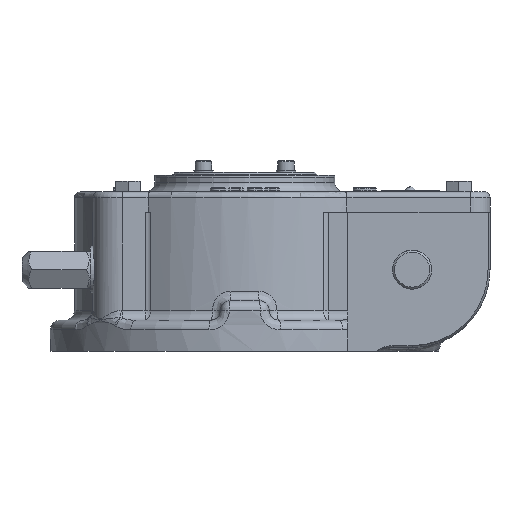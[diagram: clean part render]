
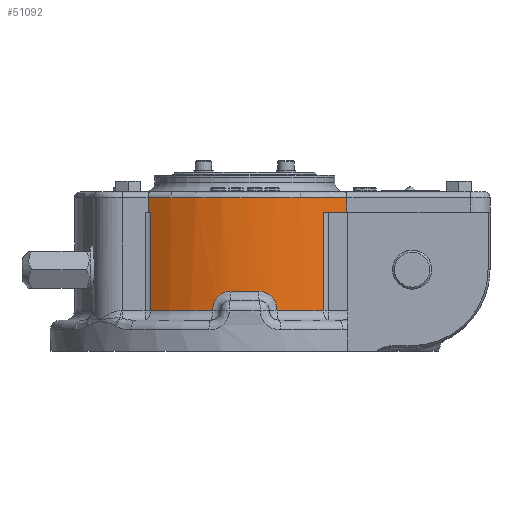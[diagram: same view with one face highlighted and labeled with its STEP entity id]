
A CAD part, left-side view. The second image highlights one B-rep face of the part: STEP entity #51092.
In plain terms, the highlighted cylindrical face has radius 87.5 mm (diameter 175 mm), a partial arc.
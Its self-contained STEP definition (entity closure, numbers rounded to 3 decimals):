
#1389=B_SPLINE_CURVE_WITH_KNOTS('',3,(#89698,#89699,#89700,#89701,#89702,
#89703,#89704,#89705),.UNSPECIFIED.,.F.,.F.,(4,1,1,1,1,4),(0.,
0.004,0.008,0.012,0.013,
0.015),.UNSPECIFIED.);
#1390=B_SPLINE_CURVE_WITH_KNOTS('',3,(#89717,#89718,#89719,#89720,#89721,
#89722,#89723),.UNSPECIFIED.,.F.,.F.,(4,1,1,1,4),(0.,0.004,
0.008,0.012,0.015),.UNSPECIFIED.);
#4346=LINE('',#88608,#7360);
#4402=LINE('',#89694,#7416);
#4403=LINE('',#89709,#7417);
#4404=LINE('',#89713,#7418);
#7360=VECTOR('',#62382,1000.);
#7416=VECTOR('',#62612,1000.);
#7417=VECTOR('',#62619,1000.);
#7418=VECTOR('',#62622,1000.);
#8012=CYLINDRICAL_SURFACE('',#53955,87.5);
#17715=ORIENTED_EDGE('',*,*,#23074,.F.);
#17716=ORIENTED_EDGE('',*,*,#23075,.T.);
#17717=ORIENTED_EDGE('',*,*,#23072,.T.);
#17718=ORIENTED_EDGE('',*,*,#23024,.T.);
#17719=ORIENTED_EDGE('',*,*,#22918,.F.);
#17720=ORIENTED_EDGE('',*,*,#22879,.T.);
#17721=ORIENTED_EDGE('',*,*,#23076,.T.);
#17722=ORIENTED_EDGE('',*,*,#23077,.T.);
#17723=ORIENTED_EDGE('',*,*,#23078,.T.);
#17724=ORIENTED_EDGE('',*,*,#23079,.T.);
#17725=ORIENTED_EDGE('',*,*,#23080,.F.);
#17726=ORIENTED_EDGE('',*,*,#23081,.T.);
#22879=EDGE_CURVE('',#26263,#26267,#27407,.T.);
#22918=EDGE_CURVE('',#26263,#26288,#4346,.T.);
#23024=EDGE_CURVE('',#26365,#26288,#27438,.F.);
#23072=EDGE_CURVE('',#26398,#26365,#4402,.F.);
#23074=EDGE_CURVE('',#26399,#26400,#1389,.T.);
#23075=EDGE_CURVE('',#26399,#26398,#27460,.F.);
#23076=EDGE_CURVE('',#26267,#26401,#4403,.T.);
#23077=EDGE_CURVE('',#26401,#26402,#27461,.F.);
#23078=EDGE_CURVE('',#26402,#26403,#4404,.T.);
#23079=EDGE_CURVE('',#26403,#26404,#27462,.F.);
#23080=EDGE_CURVE('',#26405,#26404,#1390,.T.);
#23081=EDGE_CURVE('',#26405,#26400,#27463,.F.);
#26263=VERTEX_POINT('',#87745);
#26267=VERTEX_POINT('',#87767);
#26288=VERTEX_POINT('',#88609);
#26365=VERTEX_POINT('',#89515);
#26398=VERTEX_POINT('',#89695);
#26399=VERTEX_POINT('',#89706);
#26400=VERTEX_POINT('',#89707);
#26401=VERTEX_POINT('',#89710);
#26402=VERTEX_POINT('',#89712);
#26403=VERTEX_POINT('',#89714);
#26404=VERTEX_POINT('',#89716);
#26405=VERTEX_POINT('',#89724);
#27407=CIRCLE('',#53777,87.5);
#27438=CIRCLE('',#53921,87.5);
#27460=CIRCLE('',#53956,87.5);
#27461=CIRCLE('',#53957,87.5);
#27462=CIRCLE('',#53958,87.5);
#27463=CIRCLE('',#53959,87.5);
#29961=EDGE_LOOP('',(#17715,#17716,#17717,#17718,#17719,#17720,#17721,#17722,
#17723,#17724,#17725,#17726));
#32461=FACE_BOUND('',#29961,.T.);
#51092=ADVANCED_FACE('',(#32461),#8012,.T.);
#53777=AXIS2_PLACEMENT_3D('',#87768,#62188,#62189);
#53921=AXIS2_PLACEMENT_3D('',#89514,#62530,#62531);
#53955=AXIS2_PLACEMENT_3D('',#89697,#62615,#62616);
#53956=AXIS2_PLACEMENT_3D('',#89708,#62617,#62618);
#53957=AXIS2_PLACEMENT_3D('',#89711,#62620,#62621);
#53958=AXIS2_PLACEMENT_3D('',#89715,#62623,#62624);
#53959=AXIS2_PLACEMENT_3D('',#89725,#62625,#62626);
#62188=DIRECTION('',(0.,0.,-1.));
#62189=DIRECTION('',(-1.,0.,0.));
#62382=DIRECTION('',(0.,0.,-1.));
#62530=DIRECTION('',(0.,0.,-1.));
#62531=DIRECTION('',(-1.,0.,0.));
#62612=DIRECTION('',(0.,0.,-1.));
#62615=DIRECTION('',(0.,0.,-1.));
#62616=DIRECTION('',(-1.,0.,0.));
#62617=DIRECTION('',(0.,0.,-1.));
#62618=DIRECTION('',(-1.,0.,0.));
#62619=DIRECTION('',(0.,0.,-1.));
#62620=DIRECTION('',(0.,0.,-1.));
#62621=DIRECTION('',(-1.,0.,0.));
#62622=DIRECTION('',(0.,0.,-1.));
#62623=DIRECTION('',(0.,0.,-1.));
#62624=DIRECTION('',(-1.,0.,0.));
#62625=DIRECTION('',(0.,0.,-1.));
#62626=DIRECTION('',(0.,1.,0.));
#87745=CARTESIAN_POINT('',(-70.,-52.5,79.));
#87767=CARTESIAN_POINT('',(-72.,49.722,79.));
#87768=CARTESIAN_POINT('',(0.,0.,79.));
#88608=CARTESIAN_POINT('',(-70.,-52.5,82.));
#88609=CARTESIAN_POINT('',(-70.,-52.5,71.5));
#89514=CARTESIAN_POINT('',(0.,0.,71.5));
#89515=CARTESIAN_POINT('',(-77.568,-40.491,71.5));
#89694=CARTESIAN_POINT('',(-77.568,-40.491,74.5));
#89695=CARTESIAN_POINT('',(-77.568,-40.491,21.));
#89697=CARTESIAN_POINT('',(0.,0.,74.5));
#89698=CARTESIAN_POINT('',(-85.92,-16.554,21.));
#89699=CARTESIAN_POINT('',(-85.92,-16.554,22.29));
#89700=CARTESIAN_POINT('',(-86.013,-16.082,24.846));
#89701=CARTESIAN_POINT('',(-86.379,-14.046,28.155));
#89702=CARTESIAN_POINT('',(-86.764,-11.439,30.061));
#89703=CARTESIAN_POINT('',(-87.043,-8.997,30.864));
#89704=CARTESIAN_POINT('',(-87.16,-7.738,31.));
#89705=CARTESIAN_POINT('',(-87.212,-7.095,31.));
#89706=CARTESIAN_POINT('',(-85.92,-16.554,21.));
#89707=CARTESIAN_POINT('',(-87.212,-7.095,31.));
#89708=CARTESIAN_POINT('',(0.,0.,21.));
#89709=CARTESIAN_POINT('',(-72.,49.722,82.));
#89710=CARTESIAN_POINT('',(-72.,49.722,71.5));
#89711=CARTESIAN_POINT('',(0.,0.,71.5));
#89712=CARTESIAN_POINT('',(-72.838,48.486,71.5));
#89713=CARTESIAN_POINT('',(-72.838,48.486,74.5));
#89714=CARTESIAN_POINT('',(-72.838,48.486,21.));
#89715=CARTESIAN_POINT('',(0.,0.,21.));
#89716=CARTESIAN_POINT('',(-85.92,16.554,21.));
#89717=CARTESIAN_POINT('',(-87.212,7.095,31.));
#89718=CARTESIAN_POINT('',(-87.107,8.382,31.));
#89719=CARTESIAN_POINT('',(-86.841,10.918,30.439));
#89720=CARTESIAN_POINT('',(-86.378,14.052,28.152));
#89721=CARTESIAN_POINT('',(-86.012,16.085,24.833));
#89722=CARTESIAN_POINT('',(-85.92,16.554,22.289));
#89723=CARTESIAN_POINT('',(-85.92,16.554,21.));
#89724=CARTESIAN_POINT('',(-87.212,7.095,31.));
#89725=CARTESIAN_POINT('',(0.,0.,31.));
